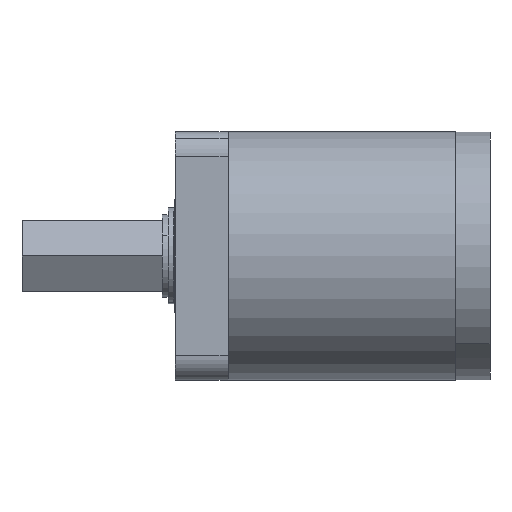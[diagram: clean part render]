
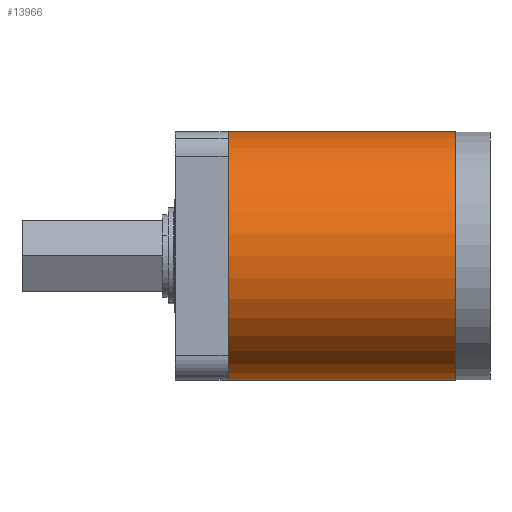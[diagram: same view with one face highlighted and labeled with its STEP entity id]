
A CAD part, left-side view. The second image highlights one B-rep face of the part: STEP entity #13966.
In plain terms, the highlighted cylindrical face has radius 22.5 mm (diameter 45 mm), a partial arc.
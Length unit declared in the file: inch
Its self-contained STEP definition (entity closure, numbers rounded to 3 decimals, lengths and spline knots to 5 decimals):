
#181 = CIRCLE ( 'NONE', #21830, 0.88583 ) ;
#567 = VERTEX_POINT ( 'NONE', #19721 ) ;
#1698 = CARTESIAN_POINT ( 'NONE',  ( 0., 1.62008, -0.88583 ) ) ;
#1764 = EDGE_CURVE ( 'NONE', #16574, #25214, #7211, .T. ) ;
#2586 = CIRCLE ( 'NONE', #12992, 0.88583 ) ;
#2751 = CARTESIAN_POINT ( 'NONE',  ( 0., 0., 0. ) ) ;
#3761 = FACE_OUTER_BOUND ( 'NONE', #19372, .T. ) ;
#4845 = DIRECTION ( 'NONE',  ( 0., 0., 1. ) ) ;
#4927 = EDGE_CURVE ( 'NONE', #567, #25214, #181, .T. ) ;
#5270 = DIRECTION ( 'NONE',  ( 0., 1., 0. ) ) ;
#5863 = AXIS2_PLACEMENT_3D ( 'NONE', #17260, #15223, #17343 ) ;
#7211 = LINE ( 'NONE', #7259, #12092 ) ;
#7259 = CARTESIAN_POINT ( 'NONE',  ( 0., 1.62008, 0.88583 ) ) ;
#7730 = VERTEX_POINT ( 'NONE', #1698 ) ;
#8563 = CARTESIAN_POINT ( 'NONE',  ( 0., 0., 0.88583 ) ) ;
#9769 = VECTOR ( 'NONE', #17302, 39.37008 ) ;
#10323 = ORIENTED_EDGE ( 'NONE', *, *, #11213, .F. ) ;
#10579 = EDGE_CURVE ( 'NONE', #7730, #567, #15319, .T. ) ;
#10961 = CARTESIAN_POINT ( 'NONE',  ( 0., 1.62008, -0.88583 ) ) ;
#11213 = EDGE_CURVE ( 'NONE', #7730, #16574, #2586, .T. ) ;
#12092 = VECTOR ( 'NONE', #13592, 39.37008 ) ;
#12298 = ORIENTED_EDGE ( 'NONE', *, *, #10579, .T. ) ;
#12992 = AXIS2_PLACEMENT_3D ( 'NONE', #17806, #5270, #19848 ) ;
#13592 = DIRECTION ( 'NONE',  ( 0., -1., 0. ) ) ;
#13966 = ADVANCED_FACE ( 'NONE', ( #3761 ), #14208, .T. ) ;
#14208 = CYLINDRICAL_SURFACE ( 'NONE', #5863, 0.88583 ) ;
#14280 = ORIENTED_EDGE ( 'NONE', *, *, #4927, .T. ) ;
#15223 = DIRECTION ( 'NONE',  ( 0., -1., 0. ) ) ;
#15319 = LINE ( 'NONE', #10961, #9769 ) ;
#16574 = VERTEX_POINT ( 'NONE', #21573 ) ;
#17260 = CARTESIAN_POINT ( 'NONE',  ( 0., 1.62008, 0. ) ) ;
#17302 = DIRECTION ( 'NONE',  ( 0., -1., 0. ) ) ;
#17343 = DIRECTION ( 'NONE',  ( 0., 0., -1. ) ) ;
#17369 = DIRECTION ( 'NONE',  ( 0., 1., 0. ) ) ;
#17806 = CARTESIAN_POINT ( 'NONE',  ( 0., 1.62008, 0. ) ) ;
#19372 = EDGE_LOOP ( 'NONE', ( #24862, #10323, #12298, #14280 ) ) ;
#19721 = CARTESIAN_POINT ( 'NONE',  ( 0., 0., -0.88583 ) ) ;
#19848 = DIRECTION ( 'NONE',  ( 0., 0., 1. ) ) ;
#21573 = CARTESIAN_POINT ( 'NONE',  ( 0., 1.62008, 0.88583 ) ) ;
#21830 = AXIS2_PLACEMENT_3D ( 'NONE', #2751, #17369, #4845 ) ;
#24862 = ORIENTED_EDGE ( 'NONE', *, *, #1764, .F. ) ;
#25214 = VERTEX_POINT ( 'NONE', #8563 ) ;
